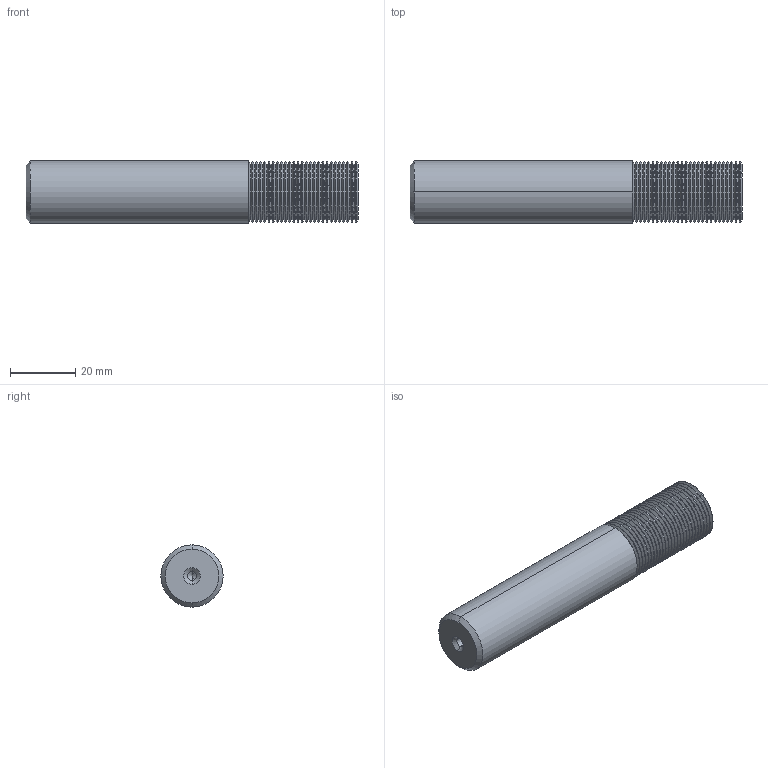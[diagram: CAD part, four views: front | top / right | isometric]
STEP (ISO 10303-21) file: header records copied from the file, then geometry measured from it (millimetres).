
FILE_DESCRIPTION (( 'STEP AP203' ), '1' );
FILE_NAME ('103821-TM735-20N.STEP', '2024-02-20T21:40:42', ( '' ), ( '' ), 'SwSTEP 2.0', 'SolidWorks 2022', '' );
FILE_SCHEMA (( 'CONFIG_CONTROL_DESIGN' ));
Length unit declared in the file: inch
Products named in the file (1): 103821-TM735-20N
Bounding box: 101.6 x 19.04 x 19.04 mm (x, y, z)
Volume: 27598.3 mm3; surface area: 7921.6 mm2
Topology: 1 solids, 1 shells, 283 faces, 568 edges, 286 vertices
Faces by surface type: cone 116, torus 106, cylinder 58, plane 3
Entity records: 7267 total; most frequent: DIRECTION 1522, CARTESIAN_POINT 1134, ORIENTED_EDGE 1128, AXIS2_PLACEMENT_3D 674, EDGE_CURVE 564, CIRCLE 390, EDGE_LOOP 286, VERTEX_POINT 286
